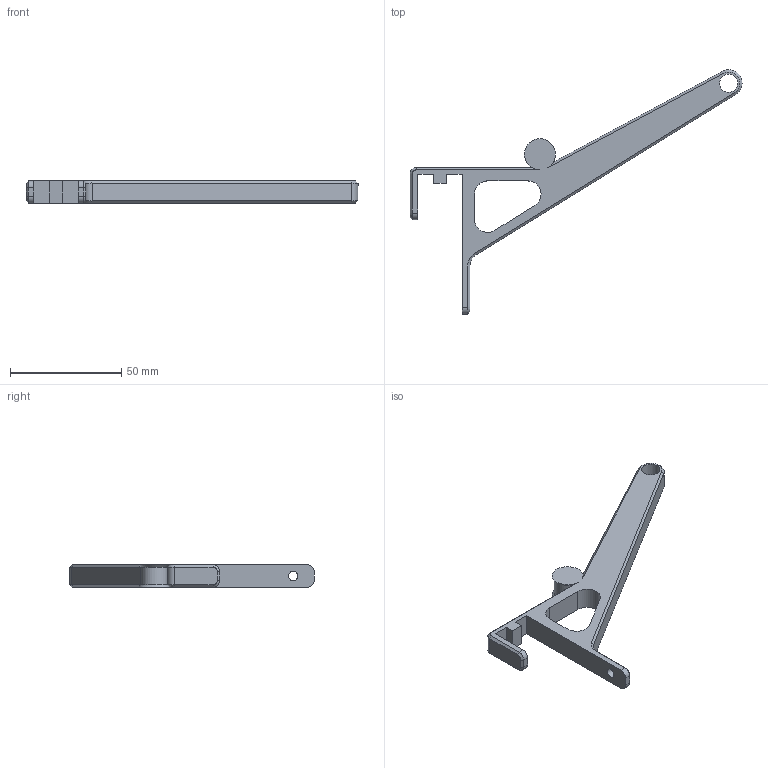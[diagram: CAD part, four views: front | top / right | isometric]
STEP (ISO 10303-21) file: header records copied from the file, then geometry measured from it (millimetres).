
FILE_DESCRIPTION(('FreeCAD Model'),'2;1');
FILE_NAME('Open CASCADE Shape Model','2022-04-23T08:51:32',('Author'),( ''),'Open CASCADE STEP processor 7.5','FreeCAD','Unknown');
FILE_SCHEMA(('AUTOMOTIVE_DESIGN { 1 0 10303 214 1 1 1 1 }'));
Length unit declared in the file: millimetre
Products named in the file (1): spool-holder-arm
Bounding box: 149.5 x 110 x 10 mm (x, y, z)
Volume: 24138.6 mm3; surface area: 10791.8 mm2
Topology: 1 solids, 1 shells, 56 faces, 138 edges, 84 vertices
Faces by surface type: plane 31, cylinder 13, cone 12
Full cylindrical faces by diameter (mm): 4.2 x1, 8.2 x1
Entity records: 3501 total; most frequent: CARTESIAN_POINT 645, DIRECTION 551, LINE 350, VECTOR 350, ORIENTED_EDGE 276, PCURVE 276, DEFINITIONAL_REPRESENTATION 276, EDGE_CURVE 138
